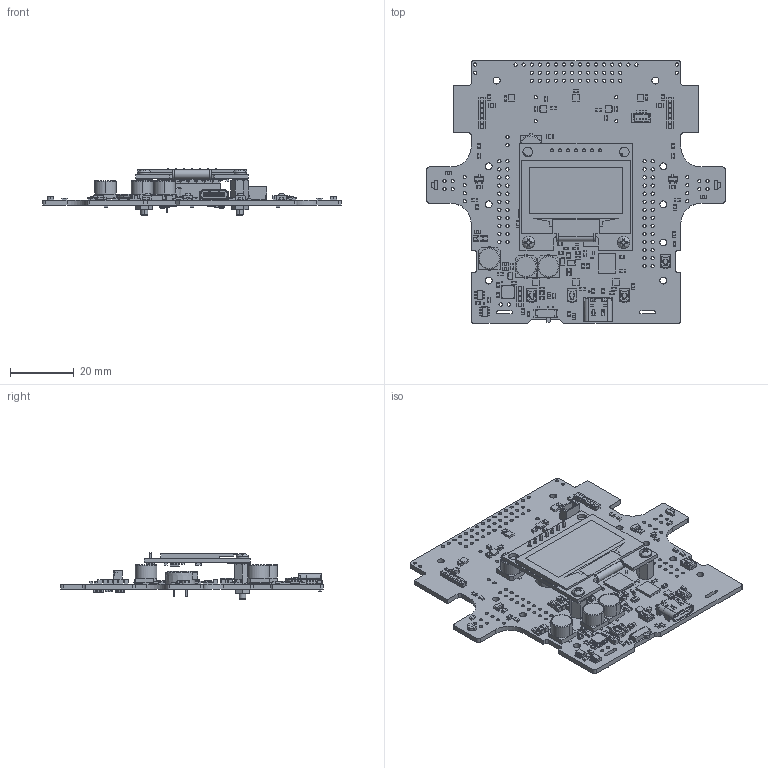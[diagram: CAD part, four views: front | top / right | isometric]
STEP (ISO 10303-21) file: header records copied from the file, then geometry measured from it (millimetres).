
FILE_DESCRIPTION (( 'STEP AP214' ), '1' );
FILE_NAME ('zumo2040-oled-main-board.step', '2023-11-23T00:02:51', ( '' ), ( '' ), 'SwSTEP 2.0', 'SolidWorks 2023', '' );
FILE_SCHEMA (( 'AUTOMOTIVE_DESIGN' ));
Length unit declared in the file: millimetre
Products named in the file (1): zumo2040-oled-main-board
Bounding box: 93.98 x 82.8 x 14.59 mm (x, y, z)
Volume: 14024.7 mm3; surface area: 20917.8 mm2
Topology: 10 solids, 10 shells, 6099 faces, 16519 edges, 10628 vertices
Faces by surface type: plane 4525, cylinder 1238, bspline 221, cone 63, torus 36, sphere 16
Entity records: 265834 total; most frequent: CARTESIAN_POINT 45631, ORIENTED_EDGE 33038, DIRECTION 29338, EDGE_CURVE 16519, LINE 12918, VECTOR 12918, VERTEX_POINT 10628, AXIS2_PLACEMENT_3D 8210
